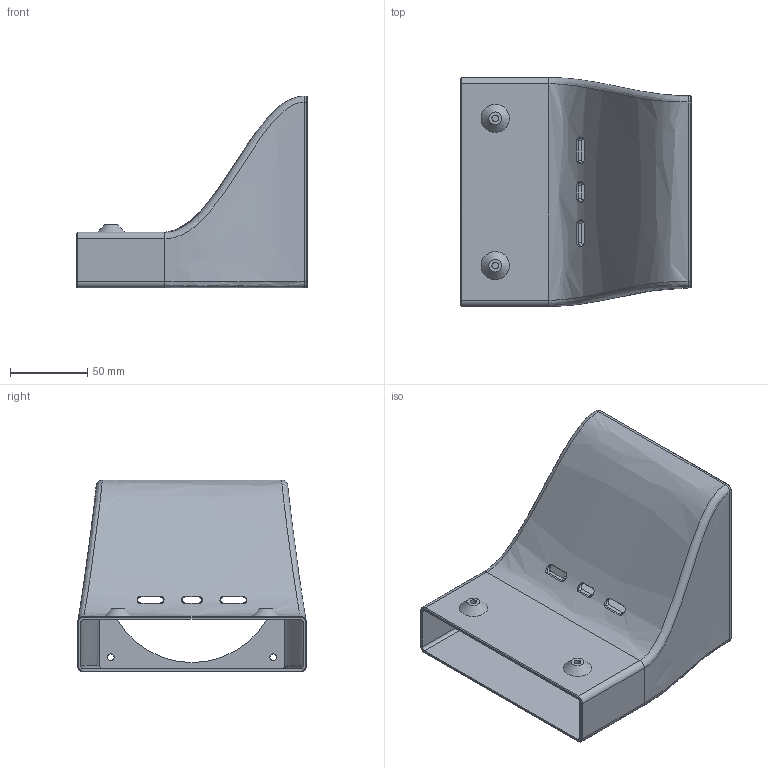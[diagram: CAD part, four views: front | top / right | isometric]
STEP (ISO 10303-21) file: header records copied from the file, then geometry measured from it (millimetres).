
FILE_DESCRIPTION(/* description */ ('','CAx-IF Rec.Pracs.---Representation and Presentation of Product Manufacturing Information (PMI)---4.0---2014-10-13'),/* implementation_level */ '2;1');
FILE_NAME(/* name */ 'B2.step',/* time_stamp */ '2025-02-08T15:36:03+02:00',/* author */ (''),/* organization */ (''),/* preprocessor_version */ 'ST-DEVELOPER v20',/* originating_system */ 'Autodesk Translation Framework v13.20.0.188',/* authorisation */ '');
FILE_SCHEMA (('AP242_MANAGED_MODEL_BASED_3D_ENGINEERING_MIM_LF { 1 0 10303 442 1 1 4 }'));
Length unit declared in the file: millimetre
Products named in the file (1): B2
Bounding box: 149 x 148 x 124.05 mm (x, y, z)
Volume: 137952.3 mm3; surface area: 138549 mm2
Topology: 1 solids, 1 shells, 110 faces, 252 edges, 149 vertices
Faces by surface type: bspline 32, plane 32, cylinder 31, cone 15
Full cylindrical faces by diameter (mm): 4.3 x6, 112 x1
Entity records: 4974 total; most frequent: CARTESIAN_POINT 2649, ORIENTED_EDGE 504, DIRECTION 388, EDGE_CURVE 252, VERTEX_POINT 149, AXIS2_PLACEMENT_3D 134, EDGE_LOOP 131, LINE 120
